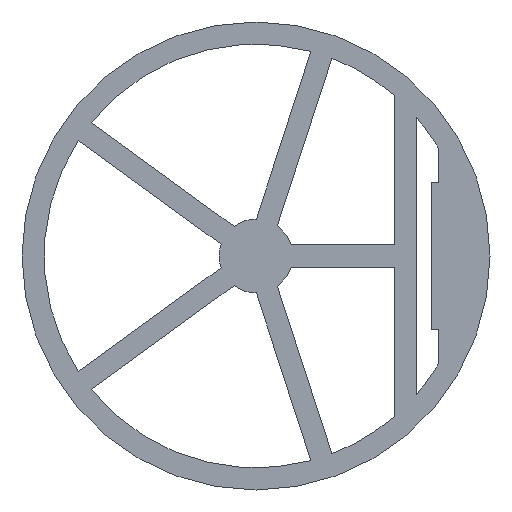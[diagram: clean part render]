
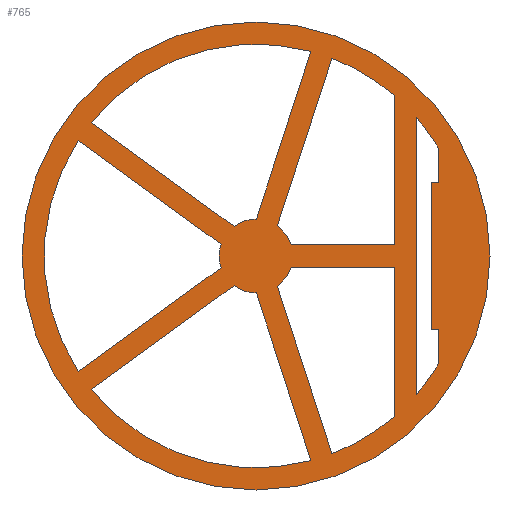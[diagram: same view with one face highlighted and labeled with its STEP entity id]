
A CAD part, front view. The second image highlights one B-rep face of the part: STEP entity #765.
In plain terms, the highlighted planar face has unit normal (0, -1, 0).
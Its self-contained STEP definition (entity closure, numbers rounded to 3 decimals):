
#34=FACE_BOUND('',#148,.T.);
#35=FACE_BOUND('',#149,.T.);
#36=FACE_BOUND('',#150,.T.);
#37=FACE_BOUND('',#151,.T.);
#38=FACE_BOUND('',#152,.T.);
#39=FACE_BOUND('',#153,.T.);
#54=CIRCLE('',#806,5.);
#55=CIRCLE('',#810,28.75);
#56=CIRCLE('',#813,5.);
#57=CIRCLE('',#816,28.75);
#58=CIRCLE('',#819,28.75);
#59=CIRCLE('',#822,28.75);
#60=CIRCLE('',#830,5.);
#61=CIRCLE('',#833,28.75);
#62=CIRCLE('',#836,5.);
#63=CIRCLE('',#839,28.75);
#64=CIRCLE('',#841,5.);
#65=CIRCLE('',#844,28.75);
#66=CIRCLE('',#848,31.75);
#67=CIRCLE('',#849,31.75);
#104=FACE_OUTER_BOUND('',#147,.T.);
#147=EDGE_LOOP('',(#673,#674));
#148=EDGE_LOOP('',(#675,#676,#677,#678,#679));
#149=EDGE_LOOP('',(#680,#681,#682,#683));
#150=EDGE_LOOP('',(#684,#685,#686,#687));
#151=EDGE_LOOP('',(#688,#689,#690,#691,#692,#693,#694,#695));
#152=EDGE_LOOP('',(#696,#697,#698,#699));
#153=EDGE_LOOP('',(#700,#701,#702,#703,#704));
#186=LINE('',#1160,#265);
#188=LINE('',#1164,#267);
#191=LINE('',#1171,#270);
#194=LINE('',#1180,#273);
#197=LINE('',#1187,#276);
#200=LINE('',#1196,#279);
#203=LINE('',#1204,#282);
#205=LINE('',#1208,#284);
#207=LINE('',#1212,#286);
#209=LINE('',#1216,#288);
#211=LINE('',#1219,#290);
#212=LINE('',#1223,#291);
#216=LINE('',#1232,#295);
#218=LINE('',#1239,#297);
#222=LINE('',#1248,#301);
#226=LINE('',#1260,#305);
#229=LINE('',#1268,#308);
#231=LINE('',#1271,#310);
#265=VECTOR('',#929,10.);
#267=VECTOR('',#933,10.);
#270=VECTOR('',#942,10.);
#273=VECTOR('',#951,10.);
#276=VECTOR('',#960,10.);
#279=VECTOR('',#969,10.);
#282=VECTOR('',#978,10.);
#284=VECTOR('',#982,10.);
#286=VECTOR('',#986,10.);
#288=VECTOR('',#990,10.);
#290=VECTOR('',#994,10.);
#291=VECTOR('',#997,10.);
#295=VECTOR('',#1007,10.);
#297=VECTOR('',#1015,10.);
#301=VECTOR('',#1025,10.);
#305=VECTOR('',#1039,10.);
#308=VECTOR('',#1048,10.);
#310=VECTOR('',#1052,10.);
#352=VERTEX_POINT('',#1153);
#353=VERTEX_POINT('',#1154);
#354=VERTEX_POINT('',#1159);
#355=VERTEX_POINT('',#1163);
#356=VERTEX_POINT('',#1167);
#357=VERTEX_POINT('',#1173);
#358=VERTEX_POINT('',#1174);
#359=VERTEX_POINT('',#1179);
#360=VERTEX_POINT('',#1183);
#361=VERTEX_POINT('',#1189);
#362=VERTEX_POINT('',#1190);
#363=VERTEX_POINT('',#1195);
#364=VERTEX_POINT('',#1199);
#365=VERTEX_POINT('',#1203);
#366=VERTEX_POINT('',#1207);
#367=VERTEX_POINT('',#1211);
#368=VERTEX_POINT('',#1215);
#369=VERTEX_POINT('',#1221);
#370=VERTEX_POINT('',#1222);
#371=VERTEX_POINT('',#1227);
#372=VERTEX_POINT('',#1231);
#373=VERTEX_POINT('',#1237);
#374=VERTEX_POINT('',#1238);
#375=VERTEX_POINT('',#1243);
#376=VERTEX_POINT('',#1247);
#377=VERTEX_POINT('',#1253);
#378=VERTEX_POINT('',#1254);
#379=VERTEX_POINT('',#1259);
#380=VERTEX_POINT('',#1263);
#381=VERTEX_POINT('',#1267);
#382=VERTEX_POINT('',#1273);
#383=VERTEX_POINT('',#1275);
#428=EDGE_CURVE('',#352,#353,#54,.T.);
#431=EDGE_CURVE('',#354,#352,#186,.T.);
#433=EDGE_CURVE('',#355,#354,#188,.T.);
#435=EDGE_CURVE('',#356,#355,#55,.T.);
#437=EDGE_CURVE('',#353,#356,#191,.T.);
#438=EDGE_CURVE('',#357,#358,#56,.T.);
#441=EDGE_CURVE('',#359,#357,#194,.T.);
#443=EDGE_CURVE('',#360,#359,#57,.T.);
#445=EDGE_CURVE('',#358,#360,#197,.T.);
#446=EDGE_CURVE('',#361,#362,#58,.T.);
#449=EDGE_CURVE('',#363,#361,#200,.T.);
#451=EDGE_CURVE('',#364,#363,#59,.T.);
#453=EDGE_CURVE('',#365,#364,#203,.T.);
#455=EDGE_CURVE('',#366,#365,#205,.T.);
#457=EDGE_CURVE('',#367,#366,#207,.T.);
#459=EDGE_CURVE('',#368,#367,#209,.T.);
#461=EDGE_CURVE('',#362,#368,#211,.T.);
#462=EDGE_CURVE('',#369,#370,#212,.T.);
#465=EDGE_CURVE('',#371,#369,#60,.T.);
#467=EDGE_CURVE('',#372,#371,#216,.T.);
#469=EDGE_CURVE('',#370,#372,#61,.T.);
#470=EDGE_CURVE('',#373,#374,#218,.T.);
#473=EDGE_CURVE('',#375,#373,#62,.T.);
#475=EDGE_CURVE('',#376,#375,#222,.T.);
#477=EDGE_CURVE('',#374,#376,#63,.T.);
#478=EDGE_CURVE('',#377,#378,#64,.T.);
#481=EDGE_CURVE('',#379,#377,#226,.T.);
#483=EDGE_CURVE('',#380,#379,#65,.T.);
#485=EDGE_CURVE('',#381,#380,#229,.T.);
#487=EDGE_CURVE('',#378,#381,#231,.T.);
#489=EDGE_CURVE('',#382,#383,#66,.T.);
#490=EDGE_CURVE('',#383,#382,#67,.T.);
#673=ORIENTED_EDGE('',*,*,#490,.F.);
#674=ORIENTED_EDGE('',*,*,#489,.F.);
#675=ORIENTED_EDGE('',*,*,#487,.F.);
#676=ORIENTED_EDGE('',*,*,#478,.F.);
#677=ORIENTED_EDGE('',*,*,#481,.F.);
#678=ORIENTED_EDGE('',*,*,#483,.F.);
#679=ORIENTED_EDGE('',*,*,#485,.F.);
#680=ORIENTED_EDGE('',*,*,#477,.F.);
#681=ORIENTED_EDGE('',*,*,#470,.F.);
#682=ORIENTED_EDGE('',*,*,#473,.F.);
#683=ORIENTED_EDGE('',*,*,#475,.F.);
#684=ORIENTED_EDGE('',*,*,#469,.F.);
#685=ORIENTED_EDGE('',*,*,#462,.F.);
#686=ORIENTED_EDGE('',*,*,#465,.F.);
#687=ORIENTED_EDGE('',*,*,#467,.F.);
#688=ORIENTED_EDGE('',*,*,#461,.F.);
#689=ORIENTED_EDGE('',*,*,#446,.F.);
#690=ORIENTED_EDGE('',*,*,#449,.F.);
#691=ORIENTED_EDGE('',*,*,#451,.F.);
#692=ORIENTED_EDGE('',*,*,#453,.F.);
#693=ORIENTED_EDGE('',*,*,#455,.F.);
#694=ORIENTED_EDGE('',*,*,#457,.F.);
#695=ORIENTED_EDGE('',*,*,#459,.F.);
#696=ORIENTED_EDGE('',*,*,#445,.F.);
#697=ORIENTED_EDGE('',*,*,#438,.F.);
#698=ORIENTED_EDGE('',*,*,#441,.F.);
#699=ORIENTED_EDGE('',*,*,#443,.F.);
#700=ORIENTED_EDGE('',*,*,#437,.F.);
#701=ORIENTED_EDGE('',*,*,#428,.F.);
#702=ORIENTED_EDGE('',*,*,#431,.F.);
#703=ORIENTED_EDGE('',*,*,#433,.F.);
#704=ORIENTED_EDGE('',*,*,#435,.F.);
#728=PLANE('',#850);
#765=ADVANCED_FACE('',(#104,#34,#35,#36,#37,#38,#39),#728,.F.);
#806=AXIS2_PLACEMENT_3D('',#1155,#923,#924);
#810=AXIS2_PLACEMENT_3D('',#1168,#937,#938);
#813=AXIS2_PLACEMENT_3D('',#1175,#945,#946);
#816=AXIS2_PLACEMENT_3D('',#1184,#955,#956);
#819=AXIS2_PLACEMENT_3D('',#1191,#963,#964);
#822=AXIS2_PLACEMENT_3D('',#1200,#973,#974);
#830=AXIS2_PLACEMENT_3D('',#1228,#1002,#1003);
#833=AXIS2_PLACEMENT_3D('',#1235,#1011,#1012);
#836=AXIS2_PLACEMENT_3D('',#1244,#1020,#1021);
#839=AXIS2_PLACEMENT_3D('',#1251,#1029,#1030);
#841=AXIS2_PLACEMENT_3D('',#1255,#1033,#1034);
#844=AXIS2_PLACEMENT_3D('',#1264,#1043,#1044);
#848=AXIS2_PLACEMENT_3D('',#1276,#1056,#1057);
#849=AXIS2_PLACEMENT_3D('',#1277,#1058,#1059);
#850=AXIS2_PLACEMENT_3D('',#1278,#1060,#1061);
#923=DIRECTION('center_axis',(0.,1.,0.));
#924=DIRECTION('ref_axis',(0.954,0.,-0.3));
#929=DIRECTION('',(-1.,0.,0.));
#933=DIRECTION('',(0.,0.,1.));
#937=DIRECTION('center_axis',(0.,-1.,0.));
#938=DIRECTION('ref_axis',(-0.652,0.,0.758));
#942=DIRECTION('',(0.309,0.,-0.951));
#945=DIRECTION('center_axis',(0.,1.,0.));
#946=DIRECTION('ref_axis',(-0.595,0.,0.803));
#951=DIRECTION('',(0.809,0.,-0.588));
#955=DIRECTION('center_axis',(0.,-1.,0.));
#956=DIRECTION('ref_axis',(0.777,0.,-0.629));
#960=DIRECTION('',(0.309,0.,0.951));
#963=DIRECTION('center_axis',(0.,-1.,0.));
#964=DIRECTION('ref_axis',(-0.861,0.,0.509));
#969=DIRECTION('',(0.,0.,-1.));
#973=DIRECTION('center_axis',(0.,-1.,0.));
#974=DIRECTION('ref_axis',(-0.757,0.,-0.654));
#978=DIRECTION('',(0.,0.,1.));
#982=DIRECTION('',(1.,0.,0.));
#986=DIRECTION('',(0.,0.,1.));
#990=DIRECTION('',(-1.,0.,0.));
#994=DIRECTION('',(0.,0.,1.));
#997=DIRECTION('',(-0.809,0.,-0.588));
#1002=DIRECTION('center_axis',(0.,1.,0.));
#1003=DIRECTION('ref_axis',(0.009,0.,-1.));
#1007=DIRECTION('',(-0.309,0.,0.951));
#1011=DIRECTION('center_axis',(0.,-1.,0.));
#1012=DIRECTION('ref_axis',(-0.259,0.,0.966));
#1015=DIRECTION('',(-0.809,0.,0.588));
#1020=DIRECTION('center_axis',(0.,1.,0.));
#1021=DIRECTION('ref_axis',(-0.948,0.,-0.318));
#1025=DIRECTION('',(0.809,0.,0.588));
#1029=DIRECTION('center_axis',(0.,-1.,0.));
#1030=DIRECTION('ref_axis',(0.839,0.,0.545));
#1033=DIRECTION('center_axis',(0.,1.,0.));
#1034=DIRECTION('ref_axis',(0.58,0.,0.815));
#1039=DIRECTION('',(-0.309,0.,-0.951));
#1043=DIRECTION('center_axis',(0.,-1.,0.));
#1044=DIRECTION('ref_axis',(-0.358,0.,-0.934));
#1048=DIRECTION('',(0.,0.,1.));
#1052=DIRECTION('',(1.,0.,0.));
#1056=DIRECTION('center_axis',(0.,1.,0.));
#1057=DIRECTION('ref_axis',(-1.,0.,0.));
#1058=DIRECTION('center_axis',(0.,1.,0.));
#1059=DIRECTION('ref_axis',(-1.,0.,0.));
#1060=DIRECTION('center_axis',(0.,1.,0.));
#1061=DIRECTION('ref_axis',(0.,0.,1.));
#1153=CARTESIAN_POINT('',(4.77,0.,-1.5));
#1154=CARTESIAN_POINT('',(2.901,0.,-4.073));
#1155=CARTESIAN_POINT('Origin',(0.,0.,0.));
#1159=CARTESIAN_POINT('',(18.75,0.,-1.5));
#1160=CARTESIAN_POINT('',(18.75,0.,-1.5));
#1163=CARTESIAN_POINT('',(18.75,0.,-21.794));
#1164=CARTESIAN_POINT('',(18.75,0.,-21.794));
#1167=CARTESIAN_POINT('',(10.299,0.,-26.842));
#1168=CARTESIAN_POINT('Origin',(0.,0.,0.));
#1171=CARTESIAN_POINT('',(2.901,0.,-4.073));
#1173=CARTESIAN_POINT('',(-2.977,0.,4.017));
#1174=CARTESIAN_POINT('',(0.047,0.,5.));
#1175=CARTESIAN_POINT('Origin',(0.,0.,0.));
#1179=CARTESIAN_POINT('',(-22.346,0.,18.089));
#1180=CARTESIAN_POINT('',(-22.346,0.,18.089));
#1183=CARTESIAN_POINT('',(7.446,0.,27.769));
#1184=CARTESIAN_POINT('Origin',(0.,0.,0.));
#1187=CARTESIAN_POINT('',(0.047,0.,5.));
#1189=CARTESIAN_POINT('',(21.75,0.,-18.802));
#1190=CARTESIAN_POINT('',(24.75,0.,-14.629));
#1191=CARTESIAN_POINT('Origin',(0.,0.,0.));
#1195=CARTESIAN_POINT('',(21.75,0.,18.802));
#1196=CARTESIAN_POINT('',(21.75,0.,18.802));
#1199=CARTESIAN_POINT('',(24.75,0.,14.629));
#1200=CARTESIAN_POINT('Origin',(0.,0.,0.));
#1203=CARTESIAN_POINT('',(24.75,0.,10.));
#1204=CARTESIAN_POINT('',(24.75,0.,10.));
#1207=CARTESIAN_POINT('',(23.75,0.,10.));
#1208=CARTESIAN_POINT('',(23.75,0.,10.));
#1211=CARTESIAN_POINT('',(23.75,0.,-10.));
#1212=CARTESIAN_POINT('',(23.75,0.,-10.));
#1215=CARTESIAN_POINT('',(24.75,0.,-10.));
#1216=CARTESIAN_POINT('',(24.75,0.,-10.));
#1219=CARTESIAN_POINT('',(24.75,0.,-14.629));
#1221=CARTESIAN_POINT('',(-2.977,0.,-4.017));
#1222=CARTESIAN_POINT('',(-22.346,0.,-18.089));
#1223=CARTESIAN_POINT('',(-2.977,0.,-4.017));
#1227=CARTESIAN_POINT('',(0.047,0.,-5.));
#1228=CARTESIAN_POINT('Origin',(0.,0.,0.));
#1231=CARTESIAN_POINT('',(7.446,0.,-27.769));
#1232=CARTESIAN_POINT('',(7.446,0.,-27.769));
#1235=CARTESIAN_POINT('Origin',(0.,0.,0.));
#1237=CARTESIAN_POINT('',(-4.74,0.,1.59));
#1238=CARTESIAN_POINT('',(-24.109,0.,15.662));
#1239=CARTESIAN_POINT('',(-4.74,0.,1.59));
#1243=CARTESIAN_POINT('',(-4.74,0.,-1.59));
#1244=CARTESIAN_POINT('Origin',(0.,0.,0.));
#1247=CARTESIAN_POINT('',(-24.109,0.,-15.662));
#1248=CARTESIAN_POINT('',(-24.109,0.,-15.662));
#1251=CARTESIAN_POINT('Origin',(0.,0.,0.));
#1253=CARTESIAN_POINT('',(2.901,0.,4.073));
#1254=CARTESIAN_POINT('',(4.77,0.,1.5));
#1255=CARTESIAN_POINT('Origin',(0.,0.,0.));
#1259=CARTESIAN_POINT('',(10.299,0.,26.842));
#1260=CARTESIAN_POINT('',(10.299,0.,26.842));
#1263=CARTESIAN_POINT('',(18.75,0.,21.794));
#1264=CARTESIAN_POINT('Origin',(0.,0.,0.));
#1267=CARTESIAN_POINT('',(18.75,0.,1.5));
#1268=CARTESIAN_POINT('',(18.75,0.,1.5));
#1271=CARTESIAN_POINT('',(0.,0.,1.5));
#1273=CARTESIAN_POINT('',(31.75,0.,0.));
#1275=CARTESIAN_POINT('',(-31.75,0.,0.));
#1276=CARTESIAN_POINT('Origin',(0.,0.,0.));
#1277=CARTESIAN_POINT('Origin',(0.,0.,0.));
#1278=CARTESIAN_POINT('Origin',(0.,0.,0.));
